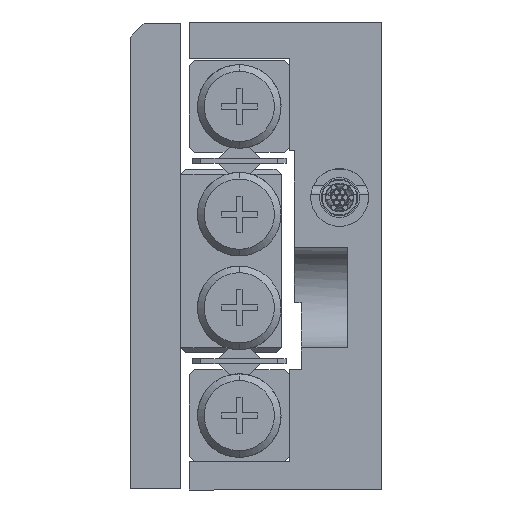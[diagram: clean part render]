
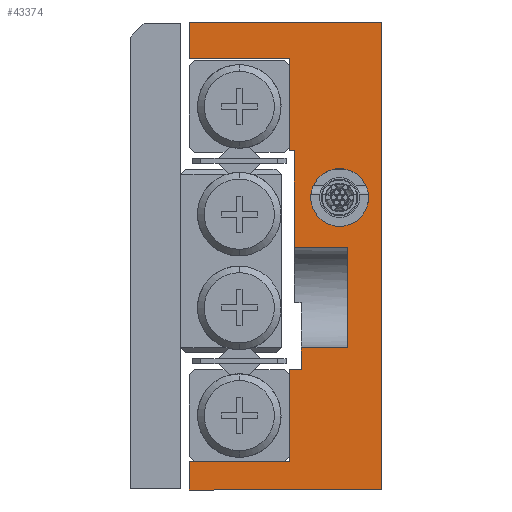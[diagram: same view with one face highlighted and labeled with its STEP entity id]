
A CAD part, left-side view. The second image highlights one B-rep face of the part: STEP entity #43374.
In plain terms, the highlighted planar face has unit normal (-1, 0, 0).
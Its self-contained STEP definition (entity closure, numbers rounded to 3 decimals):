
#123 = CARTESIAN_POINT ( 'NONE',  ( -22.5, 4.8, -5.5 ) ) ;
#312 = VECTOR ( 'NONE', #44163, 1000. ) ;
#875 = CIRCLE ( 'NONE', #39757, 1.727 ) ;
#938 = DIRECTION ( 'NONE',  ( 0., 0., -1. ) ) ;
#1021 = LINE ( 'NONE', #5084, #37208 ) ;
#1463 = EDGE_CURVE ( 'NONE', #50776, #44039, #2106, .T. ) ;
#2106 = CIRCLE ( 'NONE', #10098, 1.727 ) ;
#2557 = EDGE_CURVE ( 'NONE', #27516, #23039, #4480, .T. ) ;
#2593 = CARTESIAN_POINT ( 'NONE',  ( -22.5, 11.5, -14. ) ) ;
#3376 = VECTOR ( 'NONE', #59272, 1000. ) ;
#4480 = LINE ( 'NONE', #57558, #18145 ) ;
#4720 = ORIENTED_EDGE ( 'NONE', *, *, #47264, .F. ) ;
#5084 = CARTESIAN_POINT ( 'NONE',  ( -22.5, 5.5, -6.8 ) ) ;
#6888 = LINE ( 'NONE', #59630, #39627 ) ;
#7219 = VERTEX_POINT ( 'NONE', #12780 ) ;
#8287 = DIRECTION ( 'NONE',  ( 1., 0., 0. ) ) ;
#8312 = VERTEX_POINT ( 'NONE', #14605 ) ;
#8342 = ORIENTED_EDGE ( 'NONE', *, *, #50241, .T. ) ;
#8374 = VERTEX_POINT ( 'NONE', #21144 ) ;
#8682 = ORIENTED_EDGE ( 'NONE', *, *, #51707, .F. ) ;
#9902 = ORIENTED_EDGE ( 'NONE', *, *, #10113, .F. ) ;
#10045 = ORIENTED_EDGE ( 'NONE', *, *, #60190, .T. ) ;
#10098 = AXIS2_PLACEMENT_3D ( 'NONE', #31436, #30212, #35530 ) ;
#10113 = EDGE_CURVE ( 'NONE', #27516, #8374, #35130, .T. ) ;
#10300 = VERTEX_POINT ( 'NONE', #32809 ) ;
#10614 = CARTESIAN_POINT ( 'NONE',  ( -22.5, 5.5, 6.3 ) ) ;
#11501 = EDGE_CURVE ( 'NONE', #27168, #31911, #6888, .T. ) ;
#11594 = LINE ( 'NONE', #44975, #58027 ) ;
#11945 = DIRECTION ( 'NONE',  ( 0., 0., 1. ) ) ;
#12276 = EDGE_CURVE ( 'NONE', #8312, #34105, #29322, .T. ) ;
#12450 = ORIENTED_EDGE ( 'NONE', *, *, #2557, .T. ) ;
#12780 = CARTESIAN_POINT ( 'NONE',  ( -22.5, 0., 14. ) ) ;
#14605 = CARTESIAN_POINT ( 'NONE',  ( -22.5, 5.2, 6.3 ) ) ;
#14613 = ORIENTED_EDGE ( 'NONE', *, *, #61247, .T. ) ;
#15097 = CARTESIAN_POINT ( 'NONE',  ( -22.5, 2.5, 1.773 ) ) ;
#15933 = LINE ( 'NONE', #44310, #28737 ) ;
#16346 = CARTESIAN_POINT ( 'NONE',  ( -22.5, 5.5, 14. ) ) ;
#16502 = LINE ( 'NONE', #60414, #44205 ) ;
#18145 = VECTOR ( 'NONE', #38506, 1000. ) ;
#19156 = VERTEX_POINT ( 'NONE', #123 ) ;
#19248 = LINE ( 'NONE', #56427, #21938 ) ;
#19259 = ORIENTED_EDGE ( 'NONE', *, *, #57764, .F. ) ;
#19406 = CARTESIAN_POINT ( 'NONE',  ( -22.5, 2.5, 5.227 ) ) ;
#21079 = EDGE_LOOP ( 'NONE', ( #22803, #28200, #48433, #19259, #55721, #9902, #12450, #14613, #30194, #61176, #4720, #10045, #8342, #8682, #40683, #61011 ) ) ;
#21144 = CARTESIAN_POINT ( 'NONE',  ( -22.5, 5.5, -6.8 ) ) ;
#21753 = VECTOR ( 'NONE', #11945, 1000. ) ;
#21798 = LINE ( 'NONE', #26791, #55810 ) ;
#21866 = CARTESIAN_POINT ( 'NONE',  ( -22.5, 0., -14. ) ) ;
#21905 = LINE ( 'NONE', #31892, #21753 ) ;
#21938 = VECTOR ( 'NONE', #28593, 1000. ) ;
#22437 = EDGE_LOOP ( 'NONE', ( #34064, #26928 ) ) ;
#22803 = ORIENTED_EDGE ( 'NONE', *, *, #11501, .F. ) ;
#23039 = VERTEX_POINT ( 'NONE', #37544 ) ;
#23933 = CARTESIAN_POINT ( 'NONE',  ( -22.5, 11.5, 11.8 ) ) ;
#24587 = CARTESIAN_POINT ( 'NONE',  ( -22.5, 2.5, 3.5 ) ) ;
#25070 = LINE ( 'NONE', #44111, #50837 ) ;
#25119 = CARTESIAN_POINT ( 'NONE',  ( -22.5, 5.5, -14. ) ) ;
#25206 = VERTEX_POINT ( 'NONE', #55390 ) ;
#25541 = LINE ( 'NONE', #44590, #3376 ) ;
#25599 = DIRECTION ( 'NONE',  ( 0., 1., 0. ) ) ;
#26380 = FACE_BOUND ( 'NONE', #22437, .T. ) ;
#26687 = PLANE ( 'NONE',  #49394 ) ;
#26791 = CARTESIAN_POINT ( 'NONE',  ( -22.5, 5.5, -14. ) ) ;
#26928 = ORIENTED_EDGE ( 'NONE', *, *, #47953, .F. ) ;
#27168 = VERTEX_POINT ( 'NONE', #60685 ) ;
#27516 = VERTEX_POINT ( 'NONE', #52517 ) ;
#28110 = VECTOR ( 'NONE', #31059, 1000. ) ;
#28200 = ORIENTED_EDGE ( 'NONE', *, *, #29359, .T. ) ;
#28593 = DIRECTION ( 'NONE',  ( 0., 1., 0. ) ) ;
#28737 = VECTOR ( 'NONE', #44921, 1000. ) ;
#29322 = LINE ( 'NONE', #10614, #47520 ) ;
#29359 = EDGE_CURVE ( 'NONE', #27168, #25206, #15933, .T. ) ;
#29723 = DIRECTION ( 'NONE',  ( 0., -1., 0. ) ) ;
#30194 = ORIENTED_EDGE ( 'NONE', *, *, #55951, .T. ) ;
#30212 = DIRECTION ( 'NONE',  ( -1., 0., 0. ) ) ;
#31059 = DIRECTION ( 'NONE',  ( 0., 0., 1. ) ) ;
#31436 = CARTESIAN_POINT ( 'NONE',  ( -22.5, 2.5, 3.5 ) ) ;
#31892 = CARTESIAN_POINT ( 'NONE',  ( -22.5, 5.2, 6.3 ) ) ;
#31911 = VERTEX_POINT ( 'NONE', #42525 ) ;
#31990 = CARTESIAN_POINT ( 'NONE',  ( -22.5, 5.5, -14. ) ) ;
#32613 = EDGE_CURVE ( 'NONE', #25206, #19156, #19248, .T. ) ;
#32809 = CARTESIAN_POINT ( 'NONE',  ( -22.5, 11.5, 14. ) ) ;
#33729 = VECTOR ( 'NONE', #59110, 1000. ) ;
#34054 = LINE ( 'NONE', #57484, #55238 ) ;
#34064 = ORIENTED_EDGE ( 'NONE', *, *, #1463, .F. ) ;
#34105 = VERTEX_POINT ( 'NONE', #60060 ) ;
#34560 = VERTEX_POINT ( 'NONE', #2593 ) ;
#35130 = LINE ( 'NONE', #25119, #312 ) ;
#35530 = DIRECTION ( 'NONE',  ( 0., 0., 1. ) ) ;
#37208 = VECTOR ( 'NONE', #29723, 1000. ) ;
#37544 = CARTESIAN_POINT ( 'NONE',  ( -22.5, 11.5, -12.3 ) ) ;
#37820 = VERTEX_POINT ( 'NONE', #21866 ) ;
#38506 = DIRECTION ( 'NONE',  ( 0., 1., 0. ) ) ;
#39627 = VECTOR ( 'NONE', #25599, 1000. ) ;
#39757 = AXIS2_PLACEMENT_3D ( 'NONE', #24587, #58016, #43634 ) ;
#40683 = ORIENTED_EDGE ( 'NONE', *, *, #12276, .F. ) ;
#40815 = VERTEX_POINT ( 'NONE', #52258 ) ;
#42525 = CARTESIAN_POINT ( 'NONE',  ( -22.5, 5.2, 0.5 ) ) ;
#43374 = ADVANCED_FACE ( 'NONE', ( #26380, #45428 ), #26687, .F. ) ;
#43634 = DIRECTION ( 'NONE',  ( 0., 0., 1. ) ) ;
#44039 = VERTEX_POINT ( 'NONE', #15097 ) ;
#44111 = CARTESIAN_POINT ( 'NONE',  ( -22.5, 5.5, 11.8 ) ) ;
#44163 = DIRECTION ( 'NONE',  ( 0., 0., 1. ) ) ;
#44205 = VECTOR ( 'NONE', #49588, 1000. ) ;
#44310 = CARTESIAN_POINT ( 'NONE',  ( -22.5, 2., -14. ) ) ;
#44522 = LINE ( 'NONE', #50448, #28110 ) ;
#44590 = CARTESIAN_POINT ( 'NONE',  ( -22.5, 11.5, -14. ) ) ;
#44921 = DIRECTION ( 'NONE',  ( 0., 0., -1. ) ) ;
#44975 = CARTESIAN_POINT ( 'NONE',  ( -22.5, 5.5, -14. ) ) ;
#45428 = FACE_OUTER_BOUND ( 'NONE', #21079, .T. ) ;
#47264 = EDGE_CURVE ( 'NONE', #10300, #7219, #58481, .T. ) ;
#47401 = VERTEX_POINT ( 'NONE', #50650 ) ;
#47520 = VECTOR ( 'NONE', #58703, 1000. ) ;
#47548 = EDGE_CURVE ( 'NONE', #31911, #8312, #21905, .T. ) ;
#47953 = EDGE_CURVE ( 'NONE', #44039, #50776, #875, .T. ) ;
#48433 = ORIENTED_EDGE ( 'NONE', *, *, #32613, .T. ) ;
#49394 = AXIS2_PLACEMENT_3D ( 'NONE', #31990, #8287, #59202 ) ;
#49588 = DIRECTION ( 'NONE',  ( 0., 0., 1. ) ) ;
#50241 = EDGE_CURVE ( 'NONE', #52208, #47401, #25070, .T. ) ;
#50448 = CARTESIAN_POINT ( 'NONE',  ( -22.5, 4.8, -6.8 ) ) ;
#50650 = CARTESIAN_POINT ( 'NONE',  ( -22.5, 5.5, 11.8 ) ) ;
#50776 = VERTEX_POINT ( 'NONE', #19406 ) ;
#50837 = VECTOR ( 'NONE', #58817, 1000. ) ;
#51707 = EDGE_CURVE ( 'NONE', #34105, #47401, #21798, .T. ) ;
#52208 = VERTEX_POINT ( 'NONE', #23933 ) ;
#52258 = CARTESIAN_POINT ( 'NONE',  ( -22.5, 4.8, -6.8 ) ) ;
#52517 = CARTESIAN_POINT ( 'NONE',  ( -22.5, 5.5, -12.3 ) ) ;
#55238 = VECTOR ( 'NONE', #938, 1000. ) ;
#55390 = CARTESIAN_POINT ( 'NONE',  ( -22.5, 2., -5.5 ) ) ;
#55721 = ORIENTED_EDGE ( 'NONE', *, *, #59470, .F. ) ;
#55810 = VECTOR ( 'NONE', #59301, 1000. ) ;
#55951 = EDGE_CURVE ( 'NONE', #34560, #37820, #11594, .T. ) ;
#56427 = CARTESIAN_POINT ( 'NONE',  ( -22.5, -4.5, -5.5 ) ) ;
#57484 = CARTESIAN_POINT ( 'NONE',  ( -22.5, 11.5, 14. ) ) ;
#57558 = CARTESIAN_POINT ( 'NONE',  ( -22.5, 5.5, -12.3 ) ) ;
#57764 = EDGE_CURVE ( 'NONE', #40815, #19156, #44522, .T. ) ;
#58016 = DIRECTION ( 'NONE',  ( -1., 0., 0. ) ) ;
#58027 = VECTOR ( 'NONE', #59977, 1000. ) ;
#58481 = LINE ( 'NONE', #16346, #33729 ) ;
#58703 = DIRECTION ( 'NONE',  ( 0., 1., 0. ) ) ;
#58817 = DIRECTION ( 'NONE',  ( 0., -1., 0. ) ) ;
#58869 = EDGE_CURVE ( 'NONE', #37820, #7219, #16502, .T. ) ;
#59110 = DIRECTION ( 'NONE',  ( 0., -1., 0. ) ) ;
#59202 = DIRECTION ( 'NONE',  ( 0., 0., -1. ) ) ;
#59272 = DIRECTION ( 'NONE',  ( 0., 0., -1. ) ) ;
#59301 = DIRECTION ( 'NONE',  ( 0., 0., 1. ) ) ;
#59470 = EDGE_CURVE ( 'NONE', #8374, #40815, #1021, .T. ) ;
#59630 = CARTESIAN_POINT ( 'NONE',  ( -22.5, -4.5, 0.5 ) ) ;
#59977 = DIRECTION ( 'NONE',  ( 0., -1., 0. ) ) ;
#60060 = CARTESIAN_POINT ( 'NONE',  ( -22.5, 5.5, 6.3 ) ) ;
#60190 = EDGE_CURVE ( 'NONE', #10300, #52208, #34054, .T. ) ;
#60414 = CARTESIAN_POINT ( 'NONE',  ( -22.5, 0., -14. ) ) ;
#60685 = CARTESIAN_POINT ( 'NONE',  ( -22.5, 2., 0.5 ) ) ;
#61011 = ORIENTED_EDGE ( 'NONE', *, *, #47548, .F. ) ;
#61176 = ORIENTED_EDGE ( 'NONE', *, *, #58869, .T. ) ;
#61247 = EDGE_CURVE ( 'NONE', #23039, #34560, #25541, .T. ) ;
